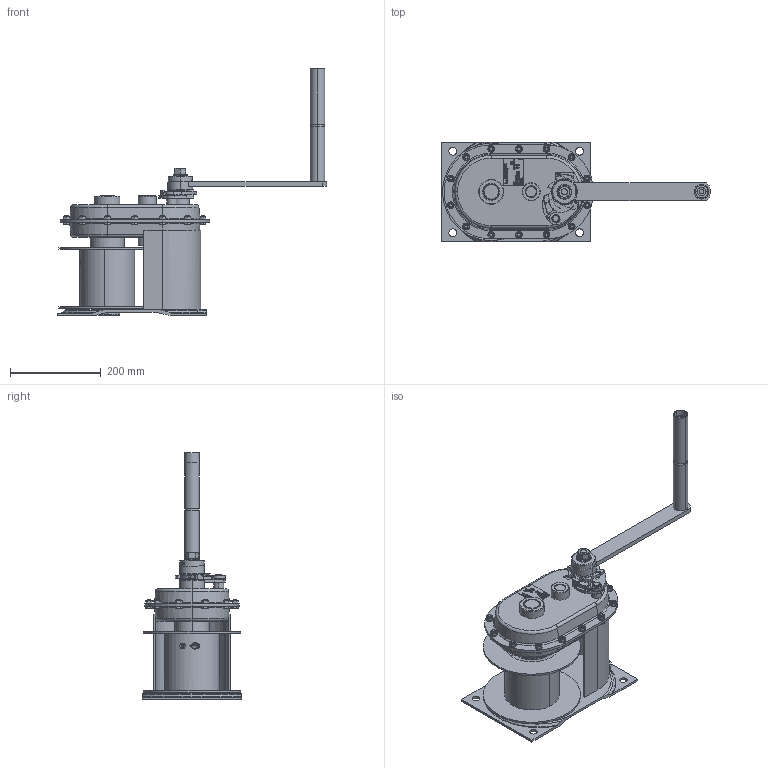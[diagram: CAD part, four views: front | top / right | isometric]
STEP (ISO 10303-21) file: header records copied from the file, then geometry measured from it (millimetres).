
FILE_DESCRIPTION(('CoCreate Modeling STEP Export'),'2;1');
FILE_NAME('200051A.stp','2011-12-01T14:15:45',(''),(''),'CoCreate Modeling STEP processor for AP214 (Solid Model)','CoCreate Modeling 16.00E 25-Sep-2009 (C) Parametric Technology GmbH','');
FILE_SCHEMA(('AUTOMOTIVE_DESIGN { 1 0 10303 214 1 1 1 1 }'));
Products named in the file (3): Seilwinde; Kurbel; Seilwinde_200051A
Assembly tree (2 placements, depth 2):
  Seilwinde_200051A
    Kurbel
    Seilwinde
Bounding box: 594.24 x 220 x 544.33 mm (x, y, z)
Volume: 5769629.8 mm3; surface area: 814142.2 mm2
Topology: 2 solids, 2 shells, 1532 faces, 8734 edges, 7565 vertices
Faces by surface type: plane 664, cone 420, cylinder 321, torus 87, bspline 35, extrusion 5
Entity records: 115581 total; most frequent: CARTESIAN_POINT 46393, ORIENTED_EDGE 17470, DIRECTION 9632, EDGE_CURVE 8731, VERTEX_POINT 7565, VECTOR 6714, LINE 6709, EDGE_LOOP 1925
